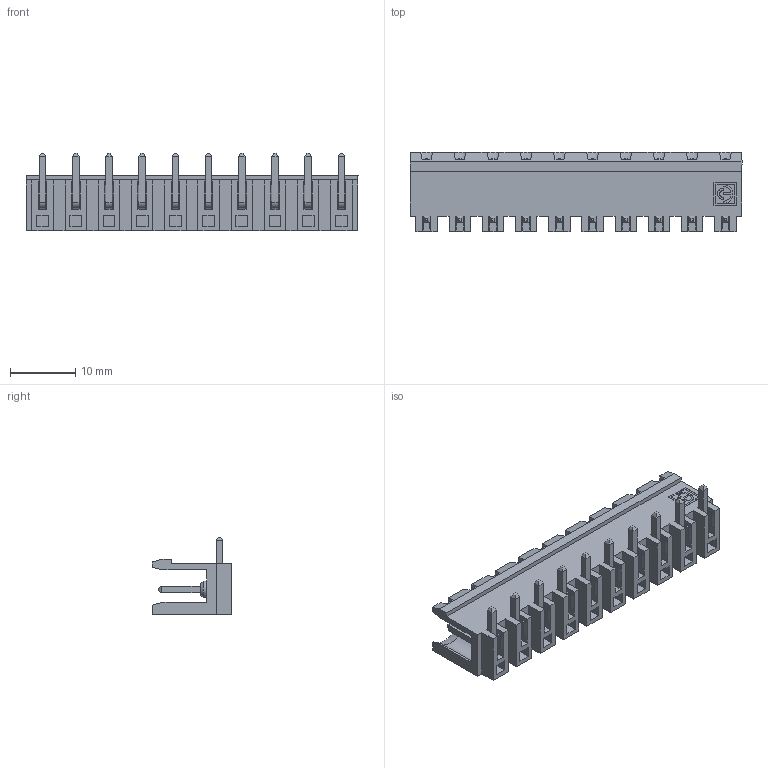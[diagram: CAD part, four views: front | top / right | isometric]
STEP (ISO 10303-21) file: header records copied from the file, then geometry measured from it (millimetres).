
FILE_DESCRIPTION(('STEP AP214'),'1');
FILE_NAME('PV10-5,08-HR.stp','2020-05-26T16:03:03',(' '),(' '),'Spatial InterOp 3D',' ',' ');
FILE_SCHEMA(('automotive_design'));
Length unit declared in the file: metre
Products named in the file (1): 1
Bounding box: 50.8 x 12.2 x 11.9 mm (x, y, z)
Volume: 2142.6 mm3; surface area: 4146.3 mm2
Topology: 1 solids, 1 shells, 615 faces, 1537 edges, 958 vertices
Faces by surface type: plane 558, cylinder 36, cone 20, extrusion 1
Full cylindrical faces by diameter (mm): 2.5 x10
Entity records: 22541 total; most frequent: CARTESIAN_POINT 3149, ORIENTED_EDGE 3014, DIRECTION 2808, EDGE_CURVE 1507, VECTOR 1394, LINE 1393, VERTEX_POINT 948, AXIS2_PLACEMENT_3D 707
